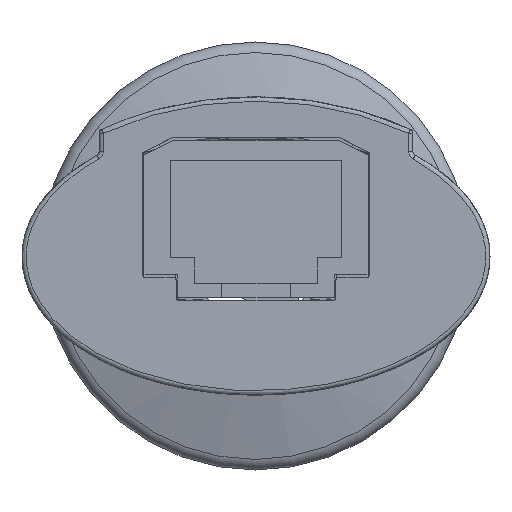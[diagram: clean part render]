
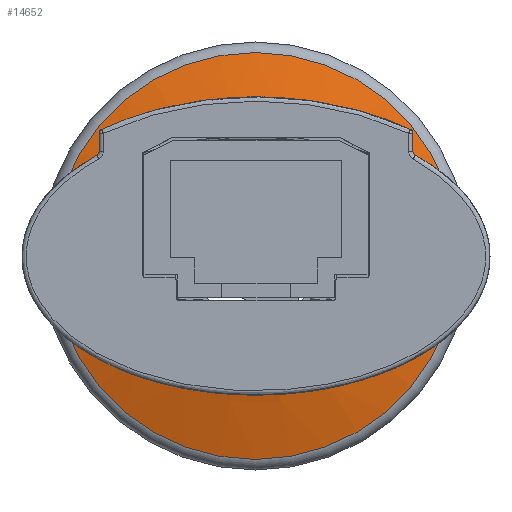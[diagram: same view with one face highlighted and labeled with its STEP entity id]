
A CAD part, left-side view. The second image highlights one B-rep face of the part: STEP entity #14652.
In plain terms, the highlighted conical face has half-angle 75 degrees and reference radius 10.675 mm.
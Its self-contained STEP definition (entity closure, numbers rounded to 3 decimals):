
#14610=CARTESIAN_POINT('',(27.581,14.309,0.05));
#14611=VERTEX_POINT('',#14610);
#14612=CARTESIAN_POINT('',(27.581,0.05,0.05));
#14613=DIRECTION('',(1.0,0.0,0.0));
#14614=DIRECTION('',(0.0,-1.0,0.0));
#14615=AXIS2_PLACEMENT_3D('',#14612,#14613,#14614);
#14616=CIRCLE('',#14615,14.259);
#14617=EDGE_CURVE('',#14611,#14611,#14616,.T.);
#14633=CARTESIAN_POINT('',(26.621,0.05,0.05));
#14634=DIRECTION('',(1.0,0.,0.));
#14635=DIRECTION('',(0.0,1.0,0.0));
#14636=AXIS2_PLACEMENT_3D('',#14633,#14634,#14635);
#14637=CONICAL_SURFACE('',#14636,10.675,75.);
#14638=CARTESIAN_POINT('',(25.462,6.4,0.05));
#14639=VERTEX_POINT('',#14638);
#14640=CARTESIAN_POINT('',(25.462,0.05,0.05));
#14641=DIRECTION('',(1.0,0.0,0.0));
#14642=DIRECTION('',(0.0,1.0,0.0));
#14643=AXIS2_PLACEMENT_3D('',#14640,#14641,#14642);
#14644=CIRCLE('',#14643,6.35);
#14645=EDGE_CURVE('',#14639,#14639,#14644,.T.);
#14646=ORIENTED_EDGE('',*,*,#14645,.T.);
#14647=EDGE_LOOP('',(#14646));
#14648=FACE_OUTER_BOUND('',#14647,.T.);
#14649=ORIENTED_EDGE('',*,*,#14617,.F.);
#14650=EDGE_LOOP('',(#14649));
#14651=FACE_BOUND('',#14650,.T.);
#14652=ADVANCED_FACE('',(#14648,#14651),#14637,.T.);
